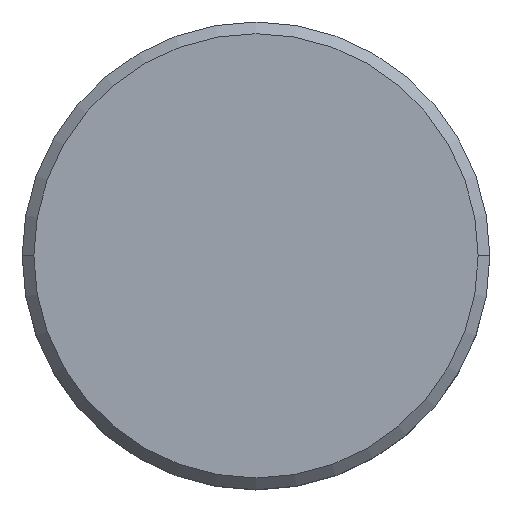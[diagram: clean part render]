
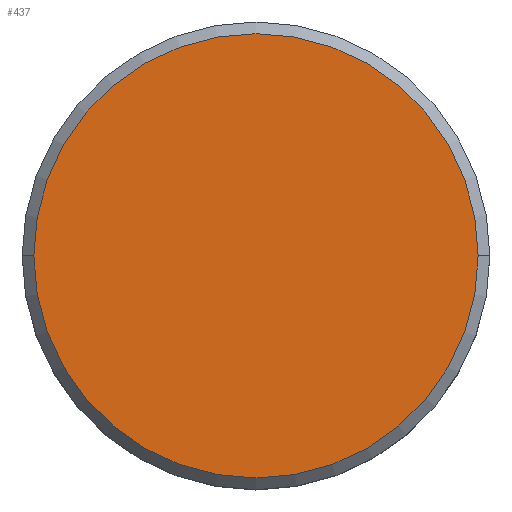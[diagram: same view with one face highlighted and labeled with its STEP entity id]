
A CAD part, top view. The second image highlights one B-rep face of the part: STEP entity #437.
In plain terms, the highlighted planar face has unit normal (0, 0, 1).
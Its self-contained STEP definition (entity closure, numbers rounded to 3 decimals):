
#6 = AXIS2_PLACEMENT_3D ( 'NONE', #91, #227, #235 ) ;
#9 = DIRECTION ( 'NONE',  ( 1., 0., 0. ) ) ;
#20 = CIRCLE ( 'NONE', #390, 9.5 ) ;
#83 = DIRECTION ( 'NONE',  ( 0., 0., 1. ) ) ;
#91 = CARTESIAN_POINT ( 'NONE',  ( 0., 0., 0. ) ) ;
#100 = VERTEX_POINT ( 'NONE', #321 ) ;
#105 = CARTESIAN_POINT ( 'NONE',  ( 9.5, 0., 0. ) ) ;
#165 = VERTEX_POINT ( 'NONE', #105 ) ;
#189 = CARTESIAN_POINT ( 'NONE',  ( 0., 0., 0. ) ) ;
#227 = DIRECTION ( 'NONE',  ( 0., 0., 1. ) ) ;
#233 = FACE_OUTER_BOUND ( 'NONE', #404, .T. ) ;
#235 = DIRECTION ( 'NONE',  ( 1., 0., 0. ) ) ;
#238 = ORIENTED_EDGE ( 'NONE', *, *, #301, .T. ) ;
#254 = DIRECTION ( 'NONE',  ( 0., 0., 1. ) ) ;
#262 = ORIENTED_EDGE ( 'NONE', *, *, #386, .T. ) ;
#265 = AXIS2_PLACEMENT_3D ( 'NONE', #325, #254, #9 ) ;
#301 = EDGE_CURVE ( 'NONE', #100, #165, #20, .T. ) ;
#321 = CARTESIAN_POINT ( 'NONE',  ( -9.5, 0., 0. ) ) ;
#325 = CARTESIAN_POINT ( 'NONE',  ( 0., 0., 0. ) ) ;
#359 = DIRECTION ( 'NONE',  ( 1., 0., 0. ) ) ;
#386 = EDGE_CURVE ( 'NONE', #165, #100, #397, .T. ) ;
#390 = AXIS2_PLACEMENT_3D ( 'NONE', #189, #83, #359 ) ;
#397 = CIRCLE ( 'NONE', #265, 9.5 ) ;
#404 = EDGE_LOOP ( 'NONE', ( #238, #262 ) ) ;
#437 = ADVANCED_FACE ( 'NONE', ( #233 ), #449, .T. ) ;
#449 = PLANE ( 'NONE',  #6 ) ;
